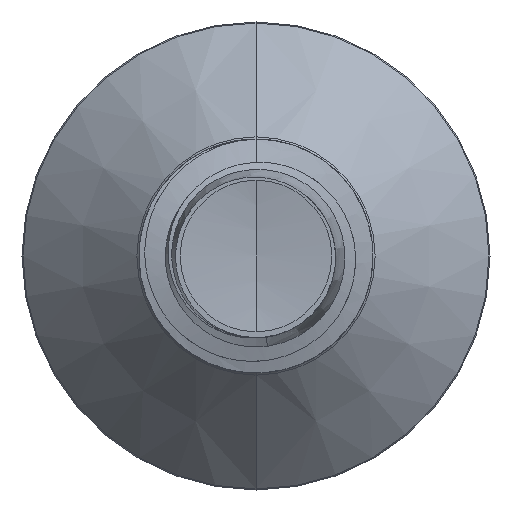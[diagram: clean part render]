
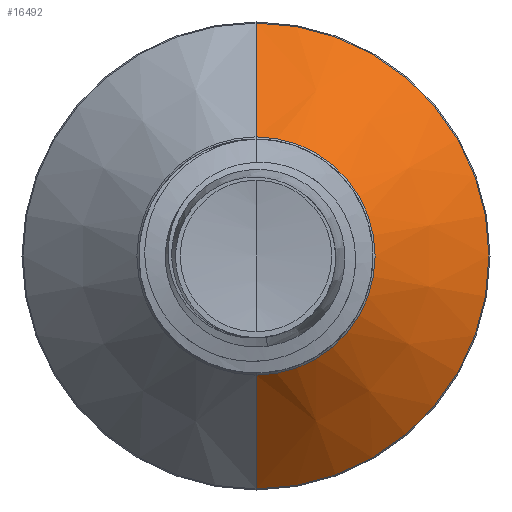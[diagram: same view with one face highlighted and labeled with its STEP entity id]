
A CAD part, front view. The second image highlights one B-rep face of the part: STEP entity #16492.
In plain terms, the highlighted conical face has half-angle 45 degrees and reference radius 1.782 mm.
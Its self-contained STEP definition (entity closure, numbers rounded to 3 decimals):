
#115 = DIRECTION ( 'NONE',  ( 0., 0., 1. ) ) ;
#355 = ORIENTED_EDGE ( 'NONE', *, *, #9717, .T. ) ;
#770 = VERTEX_POINT ( 'NONE', #16688 ) ;
#1107 = CARTESIAN_POINT ( 'NONE',  ( 0., 8.335, 3.485 ) ) ;
#1171 = CARTESIAN_POINT ( 'NONE',  ( 0., 6.632, 1.782 ) ) ;
#1677 = CARTESIAN_POINT ( 'NONE',  ( 0., 6.632, -1.782 ) ) ;
#2037 = VERTEX_POINT ( 'NONE', #14455 ) ;
#2552 = ORIENTED_EDGE ( 'NONE', *, *, #10735, .F. ) ;
#3308 = DIRECTION ( 'NONE',  ( 0., 0.707, -0.707 ) ) ;
#3666 = LINE ( 'NONE', #1171, #11526 ) ;
#4053 = DIRECTION ( 'NONE',  ( 0., 1., 0. ) ) ;
#4082 = AXIS2_PLACEMENT_3D ( 'NONE', #6626, #17526, #8207 ) ;
#4365 = AXIS2_PLACEMENT_3D ( 'NONE', #13450, #4053, #15039 ) ;
#4632 = VERTEX_POINT ( 'NONE', #1107 ) ;
#6226 = EDGE_LOOP ( 'NONE', ( #10866, #355, #2552, #11604 ) ) ;
#6626 = CARTESIAN_POINT ( 'NONE',  ( 0., 8.335, 0. ) ) ;
#6926 = CIRCLE ( 'NONE', #4082, 3.485 ) ;
#8207 = DIRECTION ( 'NONE',  ( 0., 0., 1. ) ) ;
#9370 = CIRCLE ( 'NONE', #4365, 1.782 ) ;
#9717 = EDGE_CURVE ( 'NONE', #770, #15058, #12552, .T. ) ;
#10568 = AXIS2_PLACEMENT_3D ( 'NONE', #11193, #12778, #115 ) ;
#10735 = EDGE_CURVE ( 'NONE', #4632, #15058, #6926, .T. ) ;
#10866 = ORIENTED_EDGE ( 'NONE', *, *, #14052, .T. ) ;
#11193 = CARTESIAN_POINT ( 'NONE',  ( 0., 6.632, 0. ) ) ;
#11526 = VECTOR ( 'NONE', #19965, 1000. ) ;
#11604 = ORIENTED_EDGE ( 'NONE', *, *, #14557, .F. ) ;
#12275 = FACE_OUTER_BOUND ( 'NONE', #6226, .T. ) ;
#12552 = LINE ( 'NONE', #1677, #16198 ) ;
#12778 = DIRECTION ( 'NONE',  ( 0., 1., 0. ) ) ;
#13450 = CARTESIAN_POINT ( 'NONE',  ( 0., 6.632, 0. ) ) ;
#13990 = CARTESIAN_POINT ( 'NONE',  ( 0., 8.335, -3.485 ) ) ;
#14052 = EDGE_CURVE ( 'NONE', #2037, #770, #9370, .T. ) ;
#14455 = CARTESIAN_POINT ( 'NONE',  ( 0., 6.632, 1.782 ) ) ;
#14557 = EDGE_CURVE ( 'NONE', #2037, #4632, #3666, .T. ) ;
#15039 = DIRECTION ( 'NONE',  ( 0., 0., 1. ) ) ;
#15058 = VERTEX_POINT ( 'NONE', #13990 ) ;
#16198 = VECTOR ( 'NONE', #3308, 1000. ) ;
#16492 = ADVANCED_FACE ( 'NONE', ( #12275 ), #19549, .T. ) ;
#16688 = CARTESIAN_POINT ( 'NONE',  ( 0., 6.632, -1.782 ) ) ;
#17526 = DIRECTION ( 'NONE',  ( 0., 1., 0. ) ) ;
#19549 = CONICAL_SURFACE ( 'NONE', #10568, 1.782, 0.785 ) ;
#19965 = DIRECTION ( 'NONE',  ( 0., 0.707, 0.707 ) ) ;
